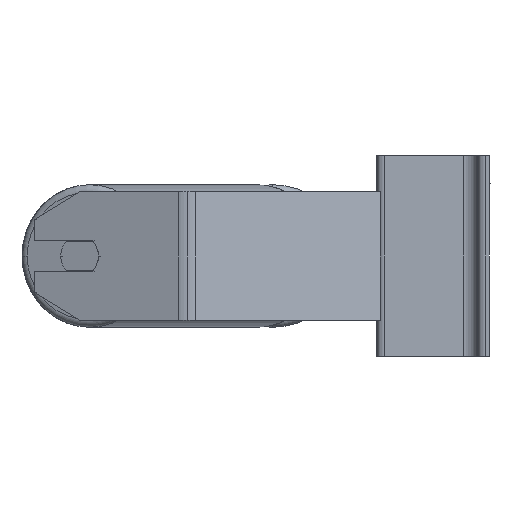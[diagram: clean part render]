
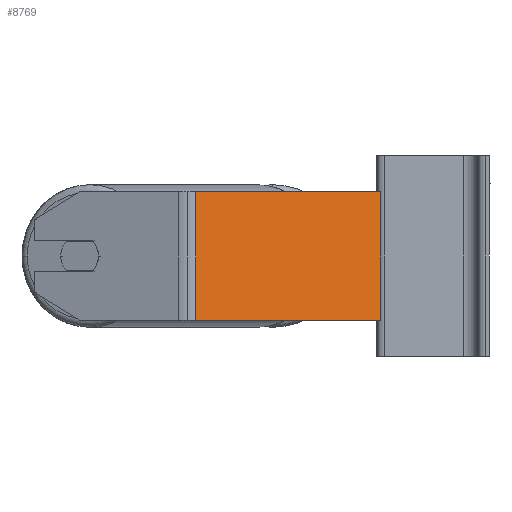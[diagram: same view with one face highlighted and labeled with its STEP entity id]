
A CAD part, left-side view. The second image highlights one B-rep face of the part: STEP entity #8769.
In plain terms, the highlighted planar face has unit normal (-0.94, -0.342, 0).
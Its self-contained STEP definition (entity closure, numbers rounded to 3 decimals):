
#30 = CARTESIAN_POINT ( 'NONE',  ( -531.334, 136.333, -40. ) ) ;
#281 = DIRECTION ( 'NONE',  ( -0.342, 0.94, 0. ) ) ;
#421 = CARTESIAN_POINT ( 'NONE',  ( -529.342, 130.86, -40. ) ) ;
#621 = EDGE_LOOP ( 'NONE', ( #6135, #5293, #679, #8979 ) ) ;
#679 = ORIENTED_EDGE ( 'NONE', *, *, #1631, .F. ) ;
#870 = CARTESIAN_POINT ( 'NONE',  ( -531.334, 136.333, 40. ) ) ;
#1047 = CARTESIAN_POINT ( 'NONE',  ( -487.518, 15.948, -40. ) ) ;
#1138 = DIRECTION ( 'NONE',  ( 0., 0., -1. ) ) ;
#1631 = EDGE_CURVE ( 'NONE', #7875, #3419, #6480, .T. ) ;
#1950 = CARTESIAN_POINT ( 'NONE',  ( -531.334, 136.333, 40. ) ) ;
#2400 = VERTEX_POINT ( 'NONE', #1047 ) ;
#2831 = CARTESIAN_POINT ( 'NONE',  ( -487.518, 15.948, 40. ) ) ;
#3419 = VERTEX_POINT ( 'NONE', #3675 ) ;
#3675 = CARTESIAN_POINT ( 'NONE',  ( -487.518, 15.948, 40. ) ) ;
#3732 = VECTOR ( 'NONE', #6689, 1000. ) ;
#4270 = CARTESIAN_POINT ( 'NONE',  ( -529.342, 130.86, 40. ) ) ;
#5293 = ORIENTED_EDGE ( 'NONE', *, *, #9444, .F. ) ;
#5329 = EDGE_CURVE ( 'NONE', #7875, #7234, #9270, .T. ) ;
#5980 = PLANE ( 'NONE',  #10442 ) ;
#6135 = ORIENTED_EDGE ( 'NONE', *, *, #6645, .T. ) ;
#6294 = DIRECTION ( 'NONE',  ( 0., 0., -1. ) ) ;
#6480 = LINE ( 'NONE', #870, #7598 ) ;
#6645 = EDGE_CURVE ( 'NONE', #7234, #2400, #7446, .T. ) ;
#6677 = DIRECTION ( 'NONE',  ( 0.94, 0.342, 0. ) ) ;
#6689 = DIRECTION ( 'NONE',  ( 0.342, -0.94, 0. ) ) ;
#7234 = VERTEX_POINT ( 'NONE', #421 ) ;
#7446 = LINE ( 'NONE', #30, #3732 ) ;
#7598 = VECTOR ( 'NONE', #9065, 1000. ) ;
#7875 = VERTEX_POINT ( 'NONE', #4270 ) ;
#8769 = ADVANCED_FACE ( 'NONE', ( #9324 ), #5980, .F. ) ;
#8979 = ORIENTED_EDGE ( 'NONE', *, *, #5329, .T. ) ;
#9065 = DIRECTION ( 'NONE',  ( 0.342, -0.94, 0. ) ) ;
#9270 = LINE ( 'NONE', #9437, #9703 ) ;
#9324 = FACE_OUTER_BOUND ( 'NONE', #621, .T. ) ;
#9437 = CARTESIAN_POINT ( 'NONE',  ( -529.342, 130.86, 40. ) ) ;
#9444 = EDGE_CURVE ( 'NONE', #3419, #2400, #9489, .T. ) ;
#9489 = LINE ( 'NONE', #2831, #10501 ) ;
#9703 = VECTOR ( 'NONE', #1138, 1000. ) ;
#10442 = AXIS2_PLACEMENT_3D ( 'NONE', #1950, #6677, #281 ) ;
#10501 = VECTOR ( 'NONE', #6294, 1000. ) ;
